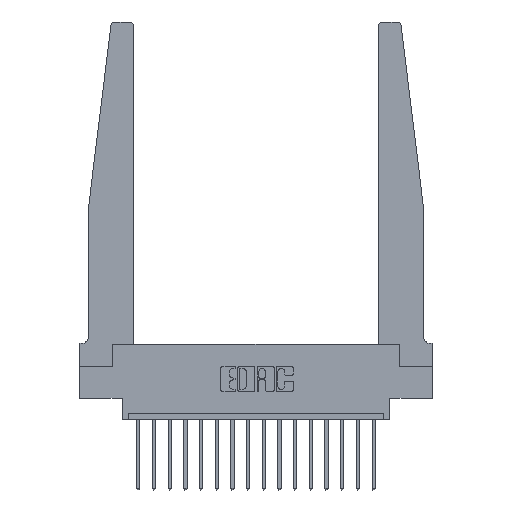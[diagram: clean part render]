
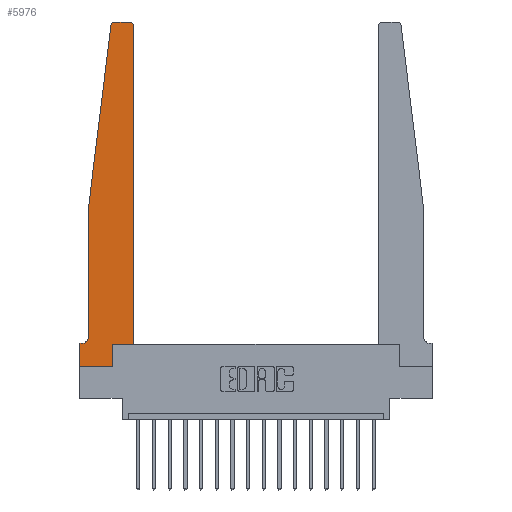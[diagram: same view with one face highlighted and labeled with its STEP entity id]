
A CAD part, top view. The second image highlights one B-rep face of the part: STEP entity #5976.
In plain terms, the highlighted planar face has unit normal (0, 0, 1).
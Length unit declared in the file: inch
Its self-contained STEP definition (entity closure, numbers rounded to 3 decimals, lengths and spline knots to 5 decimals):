
#105 = DIRECTION ( 'NONE',  ( 0., 0., -1. ) ) ;
#267 = DIRECTION ( 'NONE',  ( -0.122, -0.992, 0. ) ) ;
#409 = EDGE_CURVE ( 'NONE', #3371, #14811, #3953, .T. ) ;
#674 = CARTESIAN_POINT ( 'NONE',  ( 0.2605, 0.18, 0.37 ) ) ;
#682 = LINE ( 'NONE', #961, #2993 ) ;
#876 = EDGE_CURVE ( 'NONE', #1952, #3371, #10882, .T. ) ;
#961 = CARTESIAN_POINT ( 'NONE',  ( 0.065, 0.1875, 0.37 ) ) ;
#1377 = EDGE_CURVE ( 'NONE', #10510, #12532, #3326, .T. ) ;
#1859 = ORIENTED_EDGE ( 'NONE', *, *, #1377, .T. ) ;
#1952 = VERTEX_POINT ( 'NONE', #17098 ) ;
#2066 = LINE ( 'NONE', #13950, #10499 ) ;
#2150 = EDGE_CURVE ( 'NONE', #4888, #17710, #13513, .T. ) ;
#2494 = CARTESIAN_POINT ( 'NONE',  ( 0., 0., 0.37 ) ) ;
#2861 = EDGE_CURVE ( 'NONE', #17486, #1952, #682, .T. ) ;
#2873 = ORIENTED_EDGE ( 'NONE', *, *, #11228, .T. ) ;
#2946 = DIRECTION ( 'NONE',  ( 1., 0., 0. ) ) ;
#2993 = VECTOR ( 'NONE', #5148, 39.37008 ) ;
#3030 = DIRECTION ( 'NONE',  ( 0., 1., 0. ) ) ;
#3126 = CARTESIAN_POINT ( 'NONE',  ( 0.425, 2.72, 0.37 ) ) ;
#3326 = LINE ( 'NONE', #9116, #8477 ) ;
#3371 = VERTEX_POINT ( 'NONE', #17116 ) ;
#3425 = LINE ( 'NONE', #6179, #11688 ) ;
#3448 = AXIS2_PLACEMENT_3D ( 'NONE', #14651, #4364, #10186 ) ;
#3770 = DIRECTION ( 'NONE',  ( 1., 0., 0. ) ) ;
#3889 = EDGE_CURVE ( 'NONE', #14811, #10510, #13697, .T. ) ;
#3953 = LINE ( 'NONE', #7929, #12256 ) ;
#3972 = DIRECTION ( 'NONE',  ( 1., 0., 0. ) ) ;
#4048 = VECTOR ( 'NONE', #3030, 39.37008 ) ;
#4075 = CARTESIAN_POINT ( 'NONE',  ( 0.425, 0.18, 0.37 ) ) ;
#4364 = DIRECTION ( 'NONE',  ( 0., 0., 1. ) ) ;
#4638 = CARTESIAN_POINT ( 'NONE',  ( 0.065, 1.25, 0.37 ) ) ;
#4888 = VERTEX_POINT ( 'NONE', #15779 ) ;
#5148 = DIRECTION ( 'NONE',  ( -1., 0., 0. ) ) ;
#5976 = ADVANCED_FACE ( 'NONE', ( #11301 ), #7000, .T. ) ;
#6048 = VERTEX_POINT ( 'NONE', #18411 ) ;
#6069 = EDGE_CURVE ( 'NONE', #12532, #14870, #16233, .T. ) ;
#6153 = LINE ( 'NONE', #4638, #12561 ) ;
#6179 = CARTESIAN_POINT ( 'NONE',  ( 0.065, 1.25, 0.37 ) ) ;
#6488 = CARTESIAN_POINT ( 'NONE',  ( 0.065, 0.2375, 0.37 ) ) ;
#6686 = CARTESIAN_POINT ( 'NONE',  ( 0.395, 2.75, 0.37 ) ) ;
#6687 = DIRECTION ( 'NONE',  ( 0., -1., 0. ) ) ;
#6710 = DIRECTION ( 'NONE',  ( -1., 0., 0. ) ) ;
#6821 = AXIS2_PLACEMENT_3D ( 'NONE', #12742, #8260, #7212 ) ;
#7000 = PLANE ( 'NONE',  #7358 ) ;
#7212 = DIRECTION ( 'NONE',  ( 1., 0., 0. ) ) ;
#7358 = AXIS2_PLACEMENT_3D ( 'NONE', #12805, #13859, #3972 ) ;
#7667 = CIRCLE ( 'NONE', #3448, 0.03 ) ;
#7842 = ORIENTED_EDGE ( 'NONE', *, *, #2861, .T. ) ;
#7929 = CARTESIAN_POINT ( 'NONE',  ( 0., 0., 0.37 ) ) ;
#8260 = DIRECTION ( 'NONE',  ( 0., 0., 1. ) ) ;
#8477 = VECTOR ( 'NONE', #2946, 39.37008 ) ;
#8780 = CARTESIAN_POINT ( 'NONE',  ( 0.015, 0.2375, 0.37 ) ) ;
#9116 = CARTESIAN_POINT ( 'NONE',  ( 0.425, 0.18, 0.37 ) ) ;
#9340 = ORIENTED_EDGE ( 'NONE', *, *, #11767, .T. ) ;
#9731 = VECTOR ( 'NONE', #14255, 39.37008 ) ;
#10159 = CARTESIAN_POINT ( 'NONE',  ( 0.425, 0.18, 0.37 ) ) ;
#10186 = DIRECTION ( 'NONE',  ( 1., 0., 0. ) ) ;
#10210 = ORIENTED_EDGE ( 'NONE', *, *, #3889, .T. ) ;
#10312 = ORIENTED_EDGE ( 'NONE', *, *, #6069, .T. ) ;
#10348 = CARTESIAN_POINT ( 'NONE',  ( 0.24675, 2.72367, 0.37 ) ) ;
#10499 = VECTOR ( 'NONE', #6710, 39.37008 ) ;
#10510 = VERTEX_POINT ( 'NONE', #14579 ) ;
#10817 = VERTEX_POINT ( 'NONE', #6686 ) ;
#10882 = LINE ( 'NONE', #2494, #11176 ) ;
#11062 = ORIENTED_EDGE ( 'NONE', *, *, #2150, .T. ) ;
#11176 = VECTOR ( 'NONE', #6687, 39.37008 ) ;
#11228 = EDGE_CURVE ( 'NONE', #13410, #17486, #12311, .T. ) ;
#11301 = FACE_OUTER_BOUND ( 'NONE', #17590, .T. ) ;
#11688 = VECTOR ( 'NONE', #11983, 39.37008 ) ;
#11767 = EDGE_CURVE ( 'NONE', #14870, #10817, #7667, .T. ) ;
#11983 = DIRECTION ( 'NONE',  ( 0., -1., 0. ) ) ;
#12256 = VECTOR ( 'NONE', #3770, 39.37008 ) ;
#12311 = CIRCLE ( 'NONE', #15068, 0.05 ) ;
#12532 = VERTEX_POINT ( 'NONE', #4075 ) ;
#12561 = VECTOR ( 'NONE', #267, 39.37008 ) ;
#12742 = CARTESIAN_POINT ( 'NONE',  ( 0.27653, 2.72, 0.37 ) ) ;
#12805 = CARTESIAN_POINT ( 'NONE',  ( 0., 0.1875, 0.37 ) ) ;
#13393 = ORIENTED_EDGE ( 'NONE', *, *, #409, .T. ) ;
#13410 = VERTEX_POINT ( 'NONE', #6488 ) ;
#13513 = CIRCLE ( 'NONE', #6821, 0.03 ) ;
#13697 = LINE ( 'NONE', #674, #9731 ) ;
#13859 = DIRECTION ( 'NONE',  ( 0., 0., 1. ) ) ;
#13950 = CARTESIAN_POINT ( 'NONE',  ( 0.25, 2.75, 0.37 ) ) ;
#14255 = DIRECTION ( 'NONE',  ( 0., 1., 0. ) ) ;
#14344 = CARTESIAN_POINT ( 'NONE',  ( 0.2605, 0., 0.37 ) ) ;
#14579 = CARTESIAN_POINT ( 'NONE',  ( 0.2605, 0.18, 0.37 ) ) ;
#14651 = CARTESIAN_POINT ( 'NONE',  ( 0.395, 2.72, 0.37 ) ) ;
#14811 = VERTEX_POINT ( 'NONE', #14344 ) ;
#14870 = VERTEX_POINT ( 'NONE', #3126 ) ;
#14898 = EDGE_CURVE ( 'NONE', #17710, #6048, #6153, .T. ) ;
#15068 = AXIS2_PLACEMENT_3D ( 'NONE', #8780, #105, #17347 ) ;
#15779 = CARTESIAN_POINT ( 'NONE',  ( 0.27653, 2.75, 0.37 ) ) ;
#15893 = ORIENTED_EDGE ( 'NONE', *, *, #16442, .T. ) ;
#15932 = ORIENTED_EDGE ( 'NONE', *, *, #876, .T. ) ;
#16010 = ORIENTED_EDGE ( 'NONE', *, *, #14898, .T. ) ;
#16233 = LINE ( 'NONE', #10159, #4048 ) ;
#16442 = EDGE_CURVE ( 'NONE', #6048, #13410, #3425, .T. ) ;
#16459 = ORIENTED_EDGE ( 'NONE', *, *, #18215, .T. ) ;
#17098 = CARTESIAN_POINT ( 'NONE',  ( 0., 0.1875, 0.37 ) ) ;
#17116 = CARTESIAN_POINT ( 'NONE',  ( 0., 0., 0.37 ) ) ;
#17347 = DIRECTION ( 'NONE',  ( -1., 0., 0. ) ) ;
#17486 = VERTEX_POINT ( 'NONE', #18475 ) ;
#17590 = EDGE_LOOP ( 'NONE', ( #16459, #11062, #16010, #15893, #2873, #7842, #15932, #13393, #10210, #1859, #10312, #9340 ) ) ;
#17710 = VERTEX_POINT ( 'NONE', #10348 ) ;
#18215 = EDGE_CURVE ( 'NONE', #10817, #4888, #2066, .T. ) ;
#18411 = CARTESIAN_POINT ( 'NONE',  ( 0.065, 1.25, 0.37 ) ) ;
#18475 = CARTESIAN_POINT ( 'NONE',  ( 0.015, 0.1875, 0.37 ) ) ;
